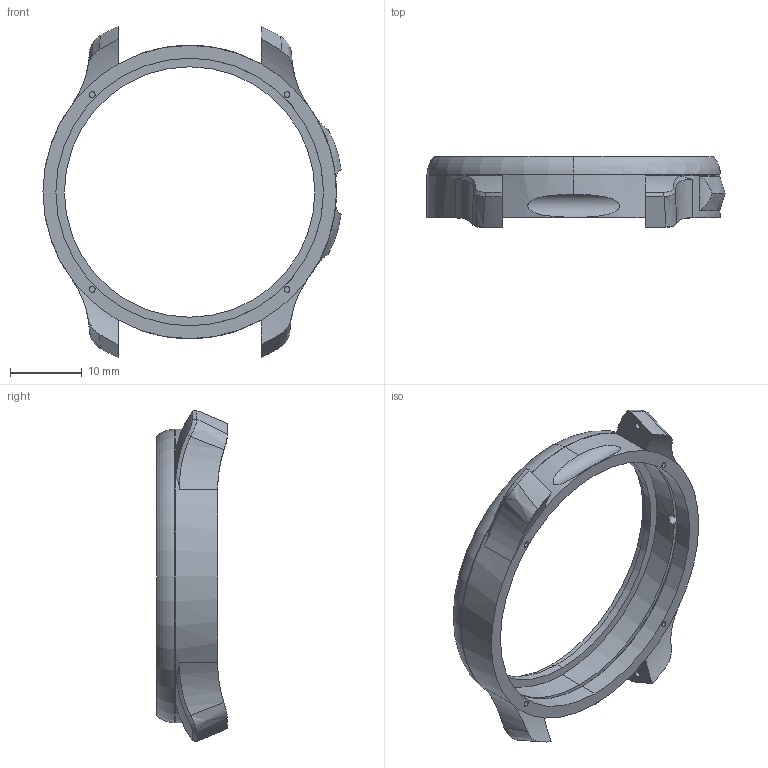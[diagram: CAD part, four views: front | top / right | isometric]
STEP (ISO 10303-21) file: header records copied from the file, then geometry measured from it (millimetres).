
FILE_DESCRIPTION (( 'STEP AP203' ), '1' );
FILE_NAME ('carrure STEP.STEP', '2024-05-25T15:14:30', ( '' ), ( '' ), 'SwSTEP 2.0', 'SolidWorks 2022', '' );
FILE_SCHEMA (( 'CONFIG_CONTROL_DESIGN' ));
Length unit declared in the file: millimetre
Products named in the file (1): carrure STEP
Bounding box: 41.65 x 9.86 x 46.23 mm (x, y, z)
Volume: 2460.9 mm3; surface area: 3275.4 mm2
Topology: 1 solids, 1 shells, 101 faces, 269 edges, 172 vertices
Faces by surface type: cylinder 44, plane 17, bspline 16, cone 14, torus 10
Entity records: 5010 total; most frequent: CARTESIAN_POINT 2530, ORIENTED_EDGE 538, DIRECTION 464, EDGE_CURVE 269, AXIS2_PLACEMENT_3D 201, VERTEX_POINT 172, CIRCLE 115, EDGE_LOOP 115
